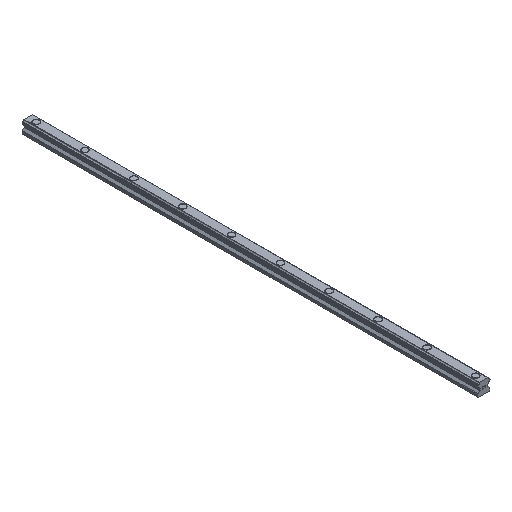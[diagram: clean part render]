
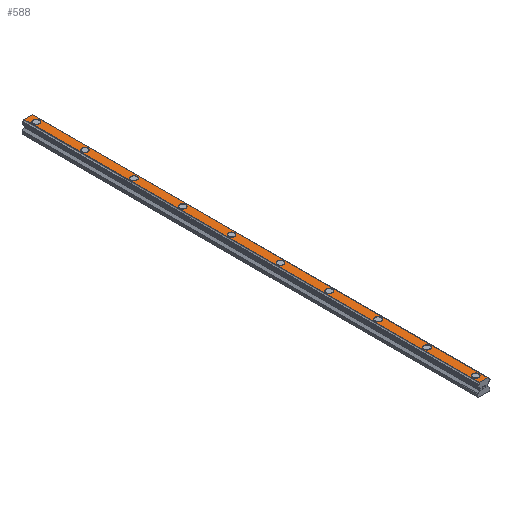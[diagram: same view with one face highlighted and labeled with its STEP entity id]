
A CAD part, isometric view. The second image highlights one B-rep face of the part: STEP entity #588.
In plain terms, the highlighted planar face has unit normal (0, 0, 1).
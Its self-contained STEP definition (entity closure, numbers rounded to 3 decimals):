
#588=ADVANCED_FACE('',(#1209,#1210,#1211,#1212,#1213,#1214,#1215,#1216,#1217,#1218,#1219),#1220,.T.);
#1209=FACE_BOUND('',#1866,.T.);
#1210=FACE_BOUND('',#1867,.T.);
#1211=FACE_BOUND('',#1868,.T.);
#1212=FACE_BOUND('',#1869,.T.);
#1213=FACE_BOUND('',#1870,.T.);
#1214=FACE_BOUND('',#1871,.T.);
#1215=FACE_BOUND('',#1872,.T.);
#1216=FACE_BOUND('',#1873,.T.);
#1217=FACE_BOUND('',#1874,.T.);
#1218=FACE_BOUND('',#1875,.T.);
#1219=FACE_OUTER_BOUND('',#1876,.T.);
#1220=PLANE('',#1877);
#1866=EDGE_LOOP('',(#3552,#3553));
#1867=EDGE_LOOP('',(#3554,#3555));
#1868=EDGE_LOOP('',(#3556,#3557));
#1869=EDGE_LOOP('',(#3558,#3559));
#1870=EDGE_LOOP('',(#3560,#3561));
#1871=EDGE_LOOP('',(#3562,#3563));
#1872=EDGE_LOOP('',(#3564,#3565));
#1873=EDGE_LOOP('',(#3566,#3567));
#1874=EDGE_LOOP('',(#3568,#3569));
#1875=EDGE_LOOP('',(#3570,#3571));
#1876=EDGE_LOOP('',(#3572,#3573,#3574,#3575));
#1877=AXIS2_PLACEMENT_3D('',#3576,#3577,#3578);
#3552=ORIENTED_EDGE('',*,*,#3897,.T.);
#3553=ORIENTED_EDGE('',*,*,#4353,.T.);
#3554=ORIENTED_EDGE('',*,*,#3887,.T.);
#3555=ORIENTED_EDGE('',*,*,#4359,.T.);
#3556=ORIENTED_EDGE('',*,*,#3877,.T.);
#3557=ORIENTED_EDGE('',*,*,#4365,.T.);
#3558=ORIENTED_EDGE('',*,*,#3867,.T.);
#3559=ORIENTED_EDGE('',*,*,#4371,.T.);
#3560=ORIENTED_EDGE('',*,*,#3857,.T.);
#3561=ORIENTED_EDGE('',*,*,#4377,.T.);
#3562=ORIENTED_EDGE('',*,*,#3847,.T.);
#3563=ORIENTED_EDGE('',*,*,#4383,.T.);
#3564=ORIENTED_EDGE('',*,*,#3837,.T.);
#3565=ORIENTED_EDGE('',*,*,#4389,.T.);
#3566=ORIENTED_EDGE('',*,*,#3827,.T.);
#3567=ORIENTED_EDGE('',*,*,#4395,.T.);
#3568=ORIENTED_EDGE('',*,*,#3817,.T.);
#3569=ORIENTED_EDGE('',*,*,#4401,.T.);
#3570=ORIENTED_EDGE('',*,*,#3807,.T.);
#3571=ORIENTED_EDGE('',*,*,#4407,.T.);
#3572=ORIENTED_EDGE('',*,*,#4328,.T.);
#3573=ORIENTED_EDGE('',*,*,#4462,.F.);
#3574=ORIENTED_EDGE('',*,*,#4190,.T.);
#3575=ORIENTED_EDGE('',*,*,#4460,.T.);
#3576=CARTESIAN_POINT('',(0.,560.0,15.));
#3577=DIRECTION('',(0.0,0.0,1.0));
#3578=DIRECTION('',(-1.0,0.0,0.0));
#3807=EDGE_CURVE('',#4526,#4523,#4527,.T.);
#3817=EDGE_CURVE('',#4544,#4541,#4545,.T.);
#3827=EDGE_CURVE('',#4562,#4559,#4563,.T.);
#3837=EDGE_CURVE('',#4580,#4577,#4581,.T.);
#3847=EDGE_CURVE('',#4598,#4595,#4599,.T.);
#3857=EDGE_CURVE('',#4616,#4613,#4617,.T.);
#3867=EDGE_CURVE('',#4634,#4631,#4635,.T.);
#3877=EDGE_CURVE('',#4652,#4649,#4653,.T.);
#3887=EDGE_CURVE('',#4670,#4667,#4671,.T.);
#3897=EDGE_CURVE('',#4688,#4685,#4689,.T.);
#4190=EDGE_CURVE('',#5125,#5123,#5126,.T.);
#4328=EDGE_CURVE('',#5356,#5354,#5357,.T.);
#4353=EDGE_CURVE('',#4685,#4688,#5404,.T.);
#4359=EDGE_CURVE('',#4667,#4670,#5410,.T.);
#4365=EDGE_CURVE('',#4649,#4652,#5416,.T.);
#4371=EDGE_CURVE('',#4631,#4634,#5422,.T.);
#4377=EDGE_CURVE('',#4613,#4616,#5428,.T.);
#4383=EDGE_CURVE('',#4595,#4598,#5434,.T.);
#4389=EDGE_CURVE('',#4577,#4580,#5440,.T.);
#4395=EDGE_CURVE('',#4559,#4562,#5446,.T.);
#4401=EDGE_CURVE('',#4541,#4544,#5452,.T.);
#4407=EDGE_CURVE('',#4523,#4526,#5458,.T.);
#4460=EDGE_CURVE('',#5123,#5356,#5511,.T.);
#4462=EDGE_CURVE('',#5125,#5354,#5513,.T.);
#4523=VERTEX_POINT('',#5576);
#4526=VERTEX_POINT('',#5580);
#4527=CIRCLE('',#5581,3.75);
#4541=VERTEX_POINT('',#5598);
#4544=VERTEX_POINT('',#5602);
#4545=CIRCLE('',#5603,3.75);
#4559=VERTEX_POINT('',#5620);
#4562=VERTEX_POINT('',#5624);
#4563=CIRCLE('',#5625,3.75);
#4577=VERTEX_POINT('',#5642);
#4580=VERTEX_POINT('',#5646);
#4581=CIRCLE('',#5647,3.75);
#4595=VERTEX_POINT('',#5664);
#4598=VERTEX_POINT('',#5668);
#4599=CIRCLE('',#5669,3.75);
#4613=VERTEX_POINT('',#5686);
#4616=VERTEX_POINT('',#5690);
#4617=CIRCLE('',#5691,3.75);
#4631=VERTEX_POINT('',#5708);
#4634=VERTEX_POINT('',#5712);
#4635=CIRCLE('',#5713,3.75);
#4649=VERTEX_POINT('',#5730);
#4652=VERTEX_POINT('',#5734);
#4653=CIRCLE('',#5735,3.75);
#4667=VERTEX_POINT('',#5752);
#4670=VERTEX_POINT('',#5756);
#4671=CIRCLE('',#5757,3.75);
#4685=VERTEX_POINT('',#5774);
#4688=VERTEX_POINT('',#5778);
#4689=CIRCLE('',#5779,3.75);
#5123=VERTEX_POINT('',#6359);
#5125=VERTEX_POINT('',#6362);
#5126=LINE('',#6363,#6364);
#5354=VERTEX_POINT('',#6678);
#5356=VERTEX_POINT('',#6681);
#5357=LINE('',#6682,#6683);
#5404=CIRCLE('',#6740,3.75);
#5410=CIRCLE('',#6746,3.75);
#5416=CIRCLE('',#6752,3.75);
#5422=CIRCLE('',#6758,3.75);
#5428=CIRCLE('',#6764,3.75);
#5434=CIRCLE('',#6770,3.75);
#5440=CIRCLE('',#6776,3.75);
#5446=CIRCLE('',#6782,3.75);
#5452=CIRCLE('',#6788,3.75);
#5458=CIRCLE('',#6794,3.75);
#5511=LINE('',#6871,#6872);
#5513=LINE('',#6874,#6875);
#5576=CARTESIAN_POINT('',(3.75,10.0,15.));
#5580=CARTESIAN_POINT('',(-3.75,10.0,15.));
#5581=AXIS2_PLACEMENT_3D('',#6959,#6960,#6961);
#5598=CARTESIAN_POINT('',(3.75,70.0,15.));
#5602=CARTESIAN_POINT('',(-3.75,70.0,15.));
#5603=AXIS2_PLACEMENT_3D('',#6975,#6976,#6977);
#5620=CARTESIAN_POINT('',(3.75,130.0,15.));
#5624=CARTESIAN_POINT('',(-3.75,130.0,15.));
#5625=AXIS2_PLACEMENT_3D('',#6991,#6992,#6993);
#5642=CARTESIAN_POINT('',(3.75,190.0,15.));
#5646=CARTESIAN_POINT('',(-3.75,190.0,15.));
#5647=AXIS2_PLACEMENT_3D('',#7007,#7008,#7009);
#5664=CARTESIAN_POINT('',(3.75,250.0,15.));
#5668=CARTESIAN_POINT('',(-3.75,250.0,15.));
#5669=AXIS2_PLACEMENT_3D('',#7023,#7024,#7025);
#5686=CARTESIAN_POINT('',(3.75,310.0,15.));
#5690=CARTESIAN_POINT('',(-3.75,310.0,15.));
#5691=AXIS2_PLACEMENT_3D('',#7039,#7040,#7041);
#5708=CARTESIAN_POINT('',(3.75,370.0,15.));
#5712=CARTESIAN_POINT('',(-3.75,370.0,15.));
#5713=AXIS2_PLACEMENT_3D('',#7055,#7056,#7057);
#5730=CARTESIAN_POINT('',(3.75,430.0,15.));
#5734=CARTESIAN_POINT('',(-3.75,430.0,15.));
#5735=AXIS2_PLACEMENT_3D('',#7071,#7072,#7073);
#5752=CARTESIAN_POINT('',(3.75,490.0,15.));
#5756=CARTESIAN_POINT('',(-3.75,490.0,15.));
#5757=AXIS2_PLACEMENT_3D('',#7087,#7088,#7089);
#5774=CARTESIAN_POINT('',(3.75,550.0,15.));
#5778=CARTESIAN_POINT('',(-3.75,550.0,15.));
#5779=AXIS2_PLACEMENT_3D('',#7103,#7104,#7105);
#6359=CARTESIAN_POINT('',(-5.049,560.0,15.));
#6362=CARTESIAN_POINT('',(5.049,560.0,15.));
#6363=CARTESIAN_POINT('',(5.049,560.0,15.));
#6364=VECTOR('',#7445,1.0);
#6678=CARTESIAN_POINT('',(5.049,0.0,15.));
#6681=CARTESIAN_POINT('',(-5.049,0.0,15.));
#6682=CARTESIAN_POINT('',(5.049,0.0,15.));
#6683=VECTOR('',#7611,1.0);
#6740=AXIS2_PLACEMENT_3D('',#7661,#7662,#7663);
#6746=AXIS2_PLACEMENT_3D('',#7670,#7671,#7672);
#6752=AXIS2_PLACEMENT_3D('',#7679,#7680,#7681);
#6758=AXIS2_PLACEMENT_3D('',#7688,#7689,#7690);
#6764=AXIS2_PLACEMENT_3D('',#7697,#7698,#7699);
#6770=AXIS2_PLACEMENT_3D('',#7706,#7707,#7708);
#6776=AXIS2_PLACEMENT_3D('',#7715,#7716,#7717);
#6782=AXIS2_PLACEMENT_3D('',#7724,#7725,#7726);
#6788=AXIS2_PLACEMENT_3D('',#7733,#7734,#7735);
#6794=AXIS2_PLACEMENT_3D('',#7742,#7743,#7744);
#6871=CARTESIAN_POINT('',(-5.049,560.0,15.));
#6872=VECTOR('',#7775,1.0);
#6874=CARTESIAN_POINT('',(5.049,560.0,15.));
#6875=VECTOR('',#7776,1.0);
#6959=CARTESIAN_POINT('',(0.0,10.0,15.));
#6960=DIRECTION('',(0.0,0.0,-1.0));
#6961=DIRECTION('',(1.0,0.0,0.0));
#6975=CARTESIAN_POINT('',(0.0,70.0,15.));
#6976=DIRECTION('',(0.0,0.0,-1.0));
#6977=DIRECTION('',(1.0,0.0,0.0));
#6991=CARTESIAN_POINT('',(0.0,130.0,15.));
#6992=DIRECTION('',(0.0,0.0,-1.0));
#6993=DIRECTION('',(1.0,0.0,0.0));
#7007=CARTESIAN_POINT('',(0.0,190.0,15.));
#7008=DIRECTION('',(0.0,0.0,-1.0));
#7009=DIRECTION('',(1.0,0.0,0.0));
#7023=CARTESIAN_POINT('',(0.0,250.0,15.));
#7024=DIRECTION('',(0.0,0.0,-1.0));
#7025=DIRECTION('',(1.0,0.0,0.0));
#7039=CARTESIAN_POINT('',(0.0,310.0,15.));
#7040=DIRECTION('',(0.0,0.0,-1.0));
#7041=DIRECTION('',(1.0,0.0,0.0));
#7055=CARTESIAN_POINT('',(0.0,370.0,15.));
#7056=DIRECTION('',(0.0,0.0,-1.0));
#7057=DIRECTION('',(1.0,0.0,0.0));
#7071=CARTESIAN_POINT('',(0.0,430.0,15.));
#7072=DIRECTION('',(0.0,0.0,-1.0));
#7073=DIRECTION('',(1.0,0.0,0.0));
#7087=CARTESIAN_POINT('',(0.0,490.0,15.));
#7088=DIRECTION('',(0.0,0.0,-1.0));
#7089=DIRECTION('',(1.0,0.0,0.0));
#7103=CARTESIAN_POINT('',(0.0,550.0,15.));
#7104=DIRECTION('',(0.0,0.0,-1.0));
#7105=DIRECTION('',(1.0,0.0,0.0));
#7445=DIRECTION('',(-1.0,0.0,0.0));
#7611=DIRECTION('',(1.0,0.0,0.0));
#7661=CARTESIAN_POINT('',(0.0,550.0,15.));
#7662=DIRECTION('',(0.0,0.0,-1.0));
#7663=DIRECTION('',(1.0,0.0,0.0));
#7670=CARTESIAN_POINT('',(0.0,490.0,15.));
#7671=DIRECTION('',(0.0,0.0,-1.0));
#7672=DIRECTION('',(1.0,0.0,0.0));
#7679=CARTESIAN_POINT('',(0.0,430.0,15.));
#7680=DIRECTION('',(0.0,0.0,-1.0));
#7681=DIRECTION('',(1.0,0.0,0.0));
#7688=CARTESIAN_POINT('',(0.0,370.0,15.));
#7689=DIRECTION('',(0.0,0.0,-1.0));
#7690=DIRECTION('',(1.0,0.0,0.0));
#7697=CARTESIAN_POINT('',(0.0,310.0,15.));
#7698=DIRECTION('',(0.0,0.0,-1.0));
#7699=DIRECTION('',(1.0,0.0,0.0));
#7706=CARTESIAN_POINT('',(0.0,250.0,15.));
#7707=DIRECTION('',(0.0,0.0,-1.0));
#7708=DIRECTION('',(1.0,0.0,0.0));
#7715=CARTESIAN_POINT('',(0.0,190.0,15.));
#7716=DIRECTION('',(0.0,0.0,-1.0));
#7717=DIRECTION('',(1.0,0.0,0.0));
#7724=CARTESIAN_POINT('',(0.0,130.0,15.));
#7725=DIRECTION('',(0.0,0.0,-1.0));
#7726=DIRECTION('',(1.0,0.0,0.0));
#7733=CARTESIAN_POINT('',(0.0,70.0,15.));
#7734=DIRECTION('',(0.0,0.0,-1.0));
#7735=DIRECTION('',(1.0,0.0,0.0));
#7742=CARTESIAN_POINT('',(0.0,10.0,15.));
#7743=DIRECTION('',(0.0,0.0,-1.0));
#7744=DIRECTION('',(1.0,0.0,0.0));
#7775=DIRECTION('',(0.0,-1.0,0.0));
#7776=DIRECTION('',(0.0,-1.0,0.0));
